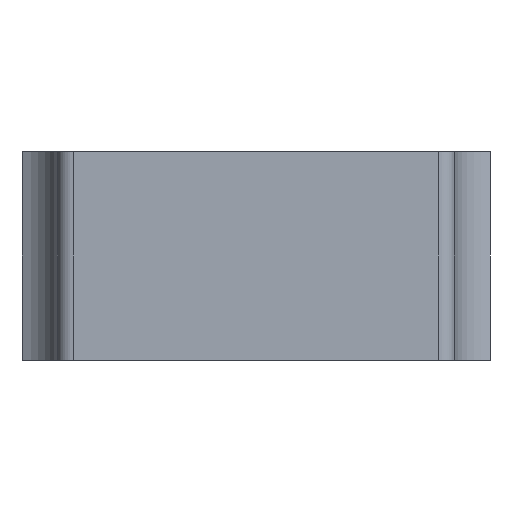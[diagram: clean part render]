
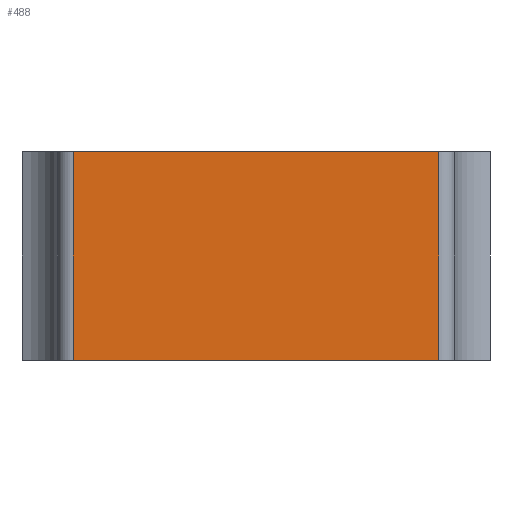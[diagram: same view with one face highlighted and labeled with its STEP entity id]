
A CAD part, left-side view. The second image highlights one B-rep face of the part: STEP entity #488.
In plain terms, the highlighted planar face has unit normal (-1, 0, 0).
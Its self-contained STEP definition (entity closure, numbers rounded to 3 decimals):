
#23=PLANE('',#558);
#49=LINE('',#810,#91);
#55=LINE('',#827,#97);
#57=LINE('',#833,#99);
#63=LINE('',#850,#105);
#91=VECTOR('',#659,10.);
#97=VECTOR('',#679,10.);
#99=VECTOR('',#685,10.);
#105=VECTOR('',#699,10.);
#144=FACE_OUTER_BOUND('',#174,.T.);
#174=EDGE_LOOP('',(#429,#430,#431,#432));
#233=VERTEX_POINT('',#792);
#241=VERTEX_POINT('',#808);
#245=VERTEX_POINT('',#826);
#247=VERTEX_POINT('',#832);
#297=EDGE_CURVE('',#241,#233,#49,.T.);
#305=EDGE_CURVE('',#233,#245,#55,.T.);
#308=EDGE_CURVE('',#245,#247,#57,.T.);
#317=EDGE_CURVE('',#247,#241,#63,.T.);
#429=ORIENTED_EDGE('',*,*,#305,.F.);
#430=ORIENTED_EDGE('',*,*,#297,.F.);
#431=ORIENTED_EDGE('',*,*,#317,.F.);
#432=ORIENTED_EDGE('',*,*,#308,.F.);
#488=ADVANCED_FACE('',(#144),#23,.T.);
#558=AXIS2_PLACEMENT_3D('',#849,#697,#698);
#659=DIRECTION('',(0.,-1.,0.));
#679=DIRECTION('',(0.,0.,-1.));
#685=DIRECTION('',(0.,1.,0.));
#697=DIRECTION('center_axis',(-1.,0.,0.));
#698=DIRECTION('ref_axis',(0.,-1.,0.));
#699=DIRECTION('',(0.,0.,1.));
#792=CARTESIAN_POINT('',(0.,13.2,5.36));
#808=CARTESIAN_POINT('',(0.,22.6,5.36));
#810=CARTESIAN_POINT('',(0.,12.8,5.36));
#826=CARTESIAN_POINT('',(0.,13.2,0.));
#827=CARTESIAN_POINT('',(0.,13.2,0.));
#832=CARTESIAN_POINT('',(0.,22.6,0.));
#833=CARTESIAN_POINT('',(0.,12.8,0.));
#849=CARTESIAN_POINT('Origin',(0.,23.,0.));
#850=CARTESIAN_POINT('',(0.,22.6,0.));
